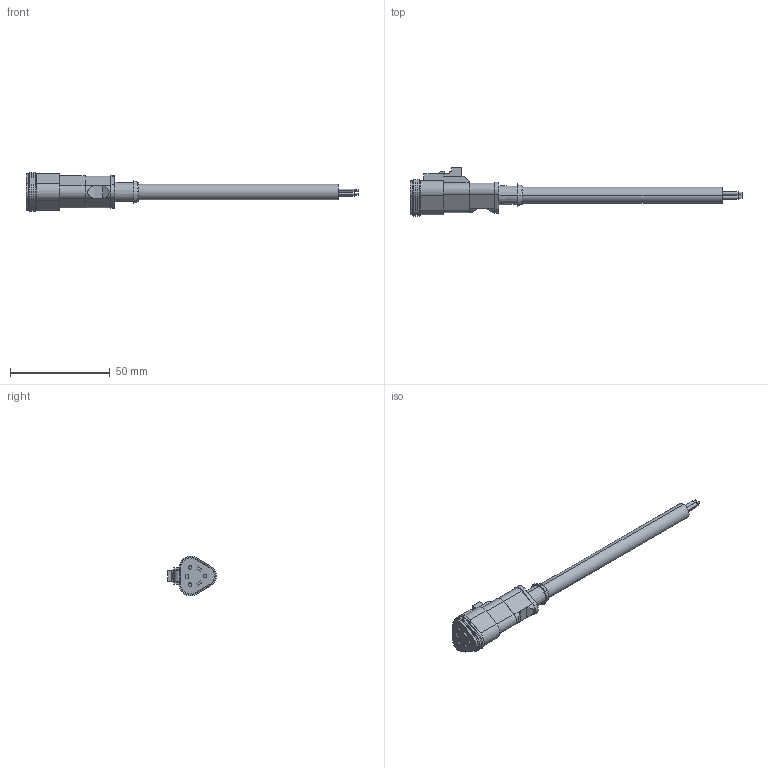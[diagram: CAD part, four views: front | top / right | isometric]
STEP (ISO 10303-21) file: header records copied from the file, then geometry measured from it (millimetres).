
FILE_DESCRIPTION(('SolidDesigner STEP Export'),'2;1');
FILE_NAME('1414997_SAC_3P_5.0_PUR_DTFS-select.stp','2014-12-09T 7:30:57',(''),(''),'Creo Elements/Direct Modeling STEP processor for AP214 (Solid Model)','Creo Elements/Direct Modeling 18.1B 29-Sep-2012 (C) Parametric Technology GmbH','');
FILE_SCHEMA(('AUTOMOTIVE_DESIGN { 1 0 10303 214 1 1 1 1 }'));
Length unit declared in the file: millimetre
Products named in the file (1): 1414997_SAC_3P_5.0_PUR_DTFS-select
Bounding box: 166.67 x 24.44 x 19.83 mm (x, y, z)
Volume: 15105.9 mm3; surface area: 6787.9 mm2
Topology: 1 solids, 1 shells, 166 faces, 411 edges, 274 vertices
Faces by surface type: plane 109, cylinder 51, cone 6
Entity records: 5927 total; most frequent: ORIENTED_EDGE 822, CARTESIAN_POINT 777, DIRECTION 732, EDGE_CURVE 411, VERTEX_POINT 274, VECTOR 274, LINE 274, AXIS2_PLACEMENT_3D 229
